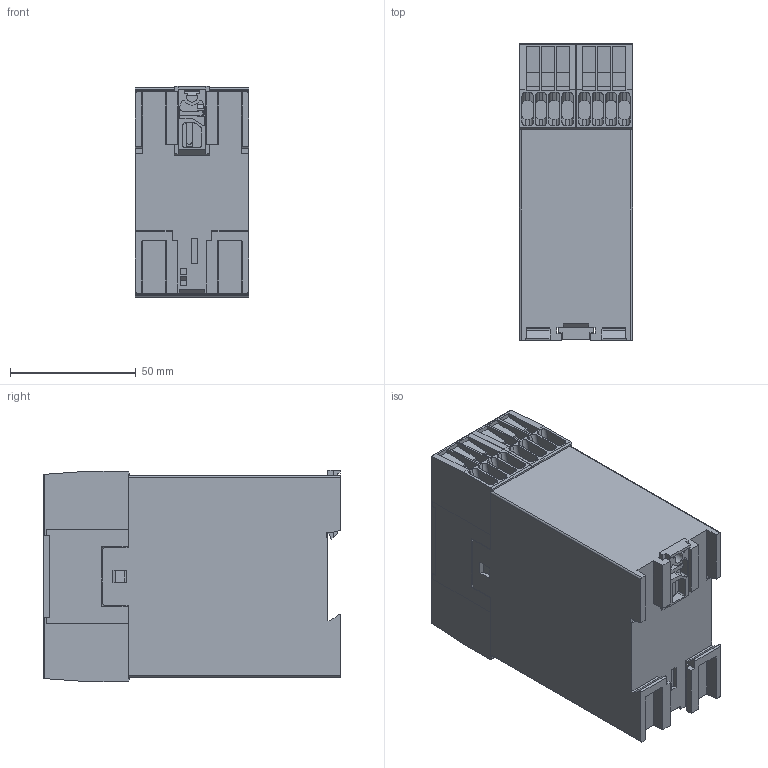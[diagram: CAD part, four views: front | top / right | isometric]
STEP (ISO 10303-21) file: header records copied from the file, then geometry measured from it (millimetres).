
FILE_DESCRIPTION((''),'2;1');
FILE_NAME('158546_ASM','2016-03-22T',('PDMAdmin'),(''),'PRO/ENGINEER BY PARAMETRIC TECHNOLOGY CORPORATION, 2013230','PRO/ENGINEER BY PARAMETRIC TECHNOLOGY CORPORATION, 2013230','');
FILE_SCHEMA(('CONFIG_CONTROL_DESIGN'));
Length unit declared in the file: millimetre
Products named in the file (8): 112334; 112334_CLIP; 112334_ASM; 58693; 58694; 142089; 57481_ASM; 158546_ASM
Assembly tree (10 placements, depth 4):
  158546_ASM
    57481_ASM
      112334_ASM
        112334
        112334_CLIP
      58693
      58694
      142089  x4
Bounding box: 45 x 117.96 x 84.14 mm (x, y, z)
Volume: 122580.4 mm3; surface area: 98380.4 mm2
Topology: 8 solids, 8 shells, 1618 faces, 4687 edges, 3110 vertices
Faces by surface type: plane 1205, cylinder 357, torus 56
Entity records: 26087 total; most frequent: CARTESIAN_POINT 4918, ORIENTED_EDGE 4550, DIRECTION 4124, EDGE_CURVE 2275, VECTOR 1938, LINE 1938, VERTEX_POINT 1508, AXIS2_PLACEMENT_3D 1093
